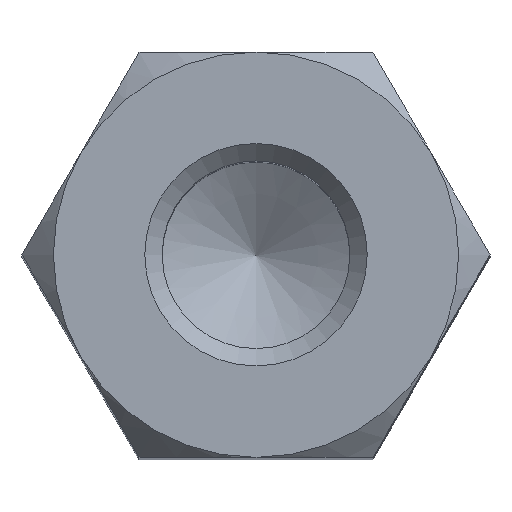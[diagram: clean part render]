
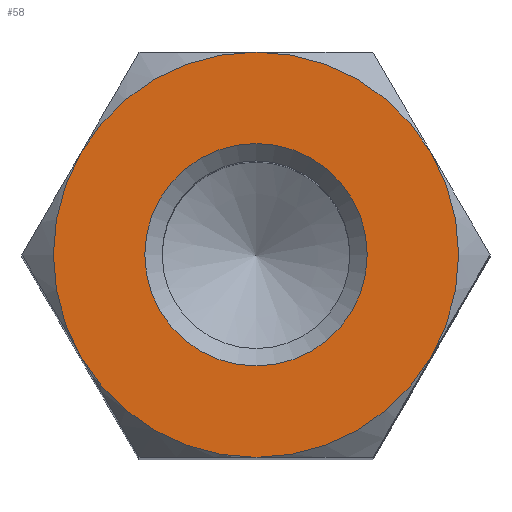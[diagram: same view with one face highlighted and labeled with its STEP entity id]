
A CAD part, top view. The second image highlights one B-rep face of the part: STEP entity #58.
In plain terms, the highlighted planar face has unit normal (0, 0, 1).
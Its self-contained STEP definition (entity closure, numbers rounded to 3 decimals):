
#58 = ADVANCED_FACE( '', ( #134, #135 ), #136, .T. );
#134 = FACE_BOUND( '', #235, .T. );
#135 = FACE_OUTER_BOUND( '', #236, .T. );
#136 = PLANE( '', #237 );
#235 = EDGE_LOOP( '', ( #348 ) );
#236 = EDGE_LOOP( '', ( #349, #350, #351, #352, #353, #354 ) );
#237 = AXIS2_PLACEMENT_3D( '', #355, #356, #357 );
#348 = ORIENTED_EDGE( '', *, *, #552, .T. );
#349 = ORIENTED_EDGE( '', *, *, #553, .F. );
#350 = ORIENTED_EDGE( '', *, *, #554, .F. );
#351 = ORIENTED_EDGE( '', *, *, #555, .F. );
#352 = ORIENTED_EDGE( '', *, *, #556, .T. );
#353 = ORIENTED_EDGE( '', *, *, #557, .F. );
#354 = ORIENTED_EDGE( '', *, *, #558, .F. );
#355 = CARTESIAN_POINT( '', ( 0., 0., 12.5 ) );
#356 = DIRECTION( '', ( 0., 0., 1. ) );
#357 = DIRECTION( '', ( 1., 0., 0. ) );
#552 = EDGE_CURVE( '', #645, #645, #646, .T. );
#553 = EDGE_CURVE( '', #633, #647, #648, .F. );
#554 = EDGE_CURVE( '', #649, #633, #650, .F. );
#555 = EDGE_CURVE( '', #651, #649, #652, .F. );
#556 = EDGE_CURVE( '', #651, #653, #654, .T. );
#557 = EDGE_CURVE( '', #620, #653, #655, .F. );
#558 = EDGE_CURVE( '', #647, #620, #656, .F. );
#620 = VERTEX_POINT( '', #738 );
#633 = VERTEX_POINT( '', #777 );
#645 = VERTEX_POINT( '', #814 );
#646 = CIRCLE( '', #815, 1.921 );
#647 = VERTEX_POINT( '', #816 );
#648 = CIRCLE( '', #817, 3.5 );
#649 = VERTEX_POINT( '', #818 );
#650 = CIRCLE( '', #819, 3.5 );
#651 = VERTEX_POINT( '', #820 );
#652 = CIRCLE( '', #821, 3.5 );
#653 = VERTEX_POINT( '', #822 );
#654 = CIRCLE( '', #823, 3.5 );
#655 = CIRCLE( '', #824, 3.5 );
#656 = CIRCLE( '', #825, 3.5 );
#738 = CARTESIAN_POINT( '', ( -3.031, -1.75, 12.5 ) );
#777 = CARTESIAN_POINT( '', ( 3.031, -1.75, 12.5 ) );
#814 = CARTESIAN_POINT( '', ( 0., 1.921, 12.5 ) );
#815 = AXIS2_PLACEMENT_3D( '', #999, #1000, #1001 );
#816 = CARTESIAN_POINT( '', ( 0., -3.5, 12.5 ) );
#817 = AXIS2_PLACEMENT_3D( '', #1002, #1003, #1004 );
#818 = CARTESIAN_POINT( '', ( 3.031, 1.75, 12.5 ) );
#819 = AXIS2_PLACEMENT_3D( '', #1005, #1006, #1007 );
#820 = CARTESIAN_POINT( '', ( 0., 3.5, 12.5 ) );
#821 = AXIS2_PLACEMENT_3D( '', #1008, #1009, #1010 );
#822 = CARTESIAN_POINT( '', ( -3.031, 1.75, 12.5 ) );
#823 = AXIS2_PLACEMENT_3D( '', #1011, #1012, #1013 );
#824 = AXIS2_PLACEMENT_3D( '', #1014, #1015, #1016 );
#825 = AXIS2_PLACEMENT_3D( '', #1017, #1018, #1019 );
#999 = CARTESIAN_POINT( '', ( 0., 0., 12.5 ) );
#1000 = DIRECTION( '', ( 0., 0., -1. ) );
#1001 = DIRECTION( '', ( 0., 1., 0. ) );
#1002 = CARTESIAN_POINT( '', ( 0., 0., 12.5 ) );
#1003 = DIRECTION( '', ( 0., 0., 1. ) );
#1004 = DIRECTION( '', ( 1., 0., 0. ) );
#1005 = CARTESIAN_POINT( '', ( 0., 0., 12.5 ) );
#1006 = DIRECTION( '', ( 0., 0., 1. ) );
#1007 = DIRECTION( '', ( 1., 0., 0. ) );
#1008 = CARTESIAN_POINT( '', ( 0., 0., 12.5 ) );
#1009 = DIRECTION( '', ( 0., 0., 1. ) );
#1010 = DIRECTION( '', ( 1., 0., 0. ) );
#1011 = CARTESIAN_POINT( '', ( 0., 0., 12.5 ) );
#1012 = DIRECTION( '', ( 0., 0., 1. ) );
#1013 = DIRECTION( '', ( 1., 0., 0. ) );
#1014 = CARTESIAN_POINT( '', ( 0., 0., 12.5 ) );
#1015 = DIRECTION( '', ( 0., 0., 1. ) );
#1016 = DIRECTION( '', ( 1., 0., 0. ) );
#1017 = CARTESIAN_POINT( '', ( 0., 0., 12.5 ) );
#1018 = DIRECTION( '', ( 0., 0., 1. ) );
#1019 = DIRECTION( '', ( 1., 0., 0. ) );
